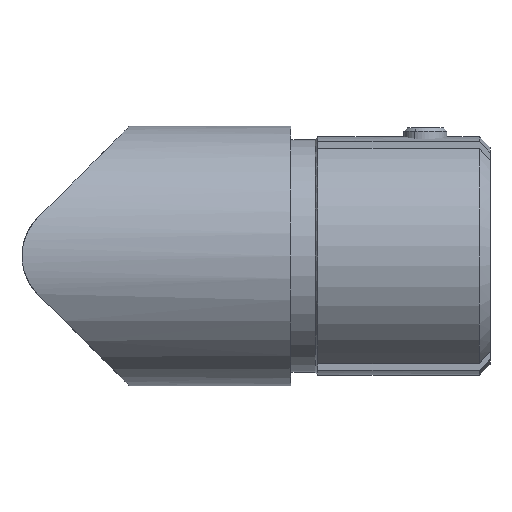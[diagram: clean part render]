
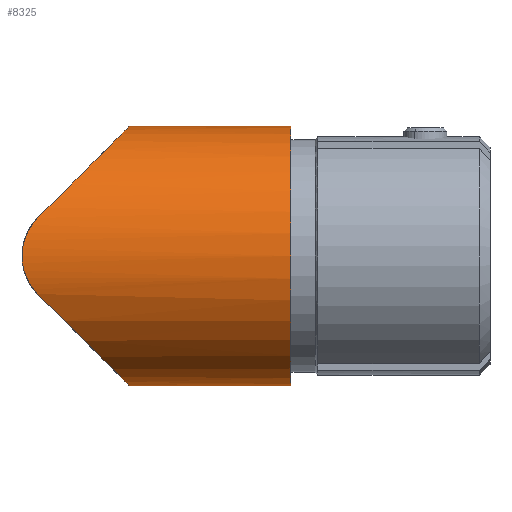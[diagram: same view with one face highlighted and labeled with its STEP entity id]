
A CAD part, left-side view. The second image highlights one B-rep face of the part: STEP entity #8325.
In plain terms, the highlighted cylindrical face has radius 24.15 mm (diameter 48.3 mm), a partial arc.
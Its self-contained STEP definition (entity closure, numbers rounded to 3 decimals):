
#454 = CARTESIAN_POINT ( 'NONE',  ( -24.095, 49.875, 1.657 ) ) ;
#491 = CARTESIAN_POINT ( 'NONE',  ( -24.116, 49.925, 1.328 ) ) ;
#593 = CARTESIAN_POINT ( 'NONE',  ( -24.044, 49.749, -2.286 ) ) ;
#598 = DIRECTION ( 'NONE',  ( 0., 0., 1. ) ) ;
#797 = CARTESIAN_POINT ( 'NONE',  ( -11.013, 30., 24.15 ) ) ;
#1144 = AXIS2_PLACEMENT_3D ( 'NONE', #4979, #2712, #598 ) ;
#1438 = CARTESIAN_POINT ( 'NONE',  ( 0., 54.15, 0. ) ) ;
#1516 = VECTOR ( 'NONE', #7707, 1000. ) ;
#1585 = CARTESIAN_POINT ( 'NONE',  ( -24.011, 49.667, -2.608 ) ) ;
#1639 = CARTESIAN_POINT ( 'NONE',  ( -23.371, 47.95, 6.111 ) ) ;
#1684 = CARTESIAN_POINT ( 'NONE',  ( -23.622, 48.658, 5.029 ) ) ;
#1841 = CARTESIAN_POINT ( 'NONE',  ( -19.867, 36.549, 17.601 ) ) ;
#2348 = LINE ( 'NONE', #12092, #1516 ) ;
#2430 = DIRECTION ( 'NONE',  ( 0., -1., 0. ) ) ;
#2467 = ORIENTED_EDGE ( 'NONE', *, *, #11432, .T. ) ;
#2524 = CIRCLE ( 'NONE', #1144, 24.15 ) ;
#2568 = VERTEX_POINT ( 'NONE', #5943 ) ;
#2619 = CARTESIAN_POINT ( 'NONE',  ( -24.15, 50.008, -0.653 ) ) ;
#2712 = DIRECTION ( 'NONE',  ( 0., 1., 0. ) ) ;
#2721 = EDGE_CURVE ( 'NONE', #3766, #5548, #2348, .T. ) ;
#2756 = CARTESIAN_POINT ( 'NONE',  ( -23.092, 47.079, 7.071 ) ) ;
#2815 = VECTOR ( 'NONE', #11663, 1000. ) ;
#3106 = ORIENTED_EDGE ( 'NONE', *, *, #9431, .T. ) ;
#3632 = CARTESIAN_POINT ( 'NONE',  ( -23.794, 49.114, -4.145 ) ) ;
#3712 = CARTESIAN_POINT ( 'NONE',  ( -23.792, 49.11, 4.155 ) ) ;
#3766 = VERTEX_POINT ( 'NONE', #8130 ) ;
#3770 = CARTESIAN_POINT ( 'NONE',  ( -24.016, 49.68, 2.624 ) ) ;
#3803 = CARTESIAN_POINT ( 'NONE',  ( -23.625, 48.664, -5.017 ) ) ;
#4091 = CARTESIAN_POINT ( 'NONE',  ( -11.013, 30., -24.15 ) ) ;
#4479 = CARTESIAN_POINT ( 'NONE',  ( -23.092, 47.079, 7.071 ) ) ;
#4871 = CARTESIAN_POINT ( 'NONE',  ( -23.092, 47.079, -7.071 ) ) ;
#4979 = CARTESIAN_POINT ( 'NONE',  ( 0., 0., 0. ) ) ;
#5311 = CARTESIAN_POINT ( 'NONE',  ( 0., 0., 24.15 ) ) ;
#5430 = EDGE_CURVE ( 'NONE', #2568, #8931, #11948, .T. ) ;
#5503 = EDGE_LOOP ( 'NONE', ( #13886, #8959, #9560, #8763, #2467, #3106 ) ) ;
#5548 = VERTEX_POINT ( 'NONE', #5311 ) ;
#5943 = CARTESIAN_POINT ( 'NONE',  ( -23.092, 47.079, -7.071 ) ) ;
#5977 = LINE ( 'NONE', #8473, #2815 ) ;
#6375 = EDGE_CURVE ( 'NONE', #3766, #13562, #12638, .T. ) ;
#6930 = CARTESIAN_POINT ( 'NONE',  ( -23.233, 47.54, 6.61 ) ) ;
#7021 = CARTESIAN_POINT ( 'NONE',  ( -24.123, 49.944, -1.309 ) ) ;
#7401 = CARTESIAN_POINT ( 'NONE',  ( 0., 30., -24.15 ) ) ;
#7471 = EDGE_CURVE ( 'NONE', #13562, #2568, #9077, .T. ) ;
#7707 = DIRECTION ( 'NONE',  ( 0., -1., 0. ) ) ;
#7901 = DIRECTION ( 'NONE',  ( 0., 0., -1. ) ) ;
#7960 = CARTESIAN_POINT ( 'NONE',  ( -23.934, 49.476, -3.235 ) ) ;
#8130 = CARTESIAN_POINT ( 'NONE',  ( 0., 30., 24.15 ) ) ;
#8149 = CARTESIAN_POINT ( 'NONE',  ( -23.371, 47.951, -6.109 ) ) ;
#8325 = ADVANCED_FACE ( 'NONE', ( #12431 ), #10753, .T. ) ;
#8422 = VERTEX_POINT ( 'NONE', #9058 ) ;
#8473 = CARTESIAN_POINT ( 'NONE',  ( 0., 54.15, -24.15 ) ) ;
#8763 = ORIENTED_EDGE ( 'NONE', *, *, #5430, .T. ) ;
#8931 = VERTEX_POINT ( 'NONE', #10174 ) ;
#8959 = ORIENTED_EDGE ( 'NONE', *, *, #6375, .T. ) ;
#9058 = CARTESIAN_POINT ( 'NONE',  ( 0., 0., -24.15 ) ) ;
#9069 = CARTESIAN_POINT ( 'NONE',  ( -23.233, 47.54, -6.61 ) ) ;
#9077 = B_SPLINE_CURVE_WITH_KNOTS ( 'NONE', 3,
 ( #2756, #6930, #1639, #10150, #1684, #13429, #3712, #9161, #3770, #454, #491, #9110, #12418, #2619, #7021, #593, #1585, #7960, #9208, #3632, #10241, #3803, #10196, #8149, #9069, #4871 ),
 .UNSPECIFIED., .F., .F.,
 ( 4, 2, 2, 2, 2, 2, 2, 2, 2, 2, 2, 2, 4 ),
 ( 0., 0.002, 0.003, 0.004, 0.006, 0.007, 0.008, 0.01, 0.011, 0.012, 0.013, 0.014, 0.016 ),
 .UNSPECIFIED. ) ;
#9110 = CARTESIAN_POINT ( 'NONE',  ( -24.143, 49.991, 0.666 ) ) ;
#9161 = CARTESIAN_POINT ( 'NONE',  ( -23.938, 49.488, 3.248 ) ) ;
#9208 = CARTESIAN_POINT ( 'NONE',  ( -23.891, 49.365, -3.543 ) ) ;
#9431 = EDGE_CURVE ( 'NONE', #8422, #5548, #2524, .T. ) ;
#9560 = ORIENTED_EDGE ( 'NONE', *, *, #7471, .T. ) ;
#10150 = CARTESIAN_POINT ( 'NONE',  ( -23.561, 48.49, 5.306 ) ) ;
#10174 = CARTESIAN_POINT ( 'NONE',  ( 0., 30., -24.15 ) ) ;
#10196 = CARTESIAN_POINT ( 'NONE',  ( -23.563, 48.495, -5.299 ) ) ;
#10241 = CARTESIAN_POINT ( 'NONE',  ( -23.74, 48.974, -4.44 ) ) ;
#10440 = CARTESIAN_POINT ( 'NONE',  ( -23.092, 47.079, 7.071 ) ) ;
#10537 = CARTESIAN_POINT ( 'NONE',  ( -19.867, 36.549, -17.601 ) ) ;
#10753 = CYLINDRICAL_SURFACE ( 'NONE', #11238, 24.15 ) ;
#11238 = AXIS2_PLACEMENT_3D ( 'NONE', #1438, #2430, #7901 ) ;
#11432 = EDGE_CURVE ( 'NONE', #8931, #8422, #5977, .T. ) ;
#11465 = CARTESIAN_POINT ( 'NONE',  ( 0., 30., 24.15 ) ) ;
#11663 = DIRECTION ( 'NONE',  ( 0., -1., 0. ) ) ;
#11948 =( BOUNDED_CURVE ( )  B_SPLINE_CURVE ( 3, ( #13825, #10537, #4091, #7401 ),
 .UNSPECIFIED., .F., .T. ) 
 B_SPLINE_CURVE_WITH_KNOTS ( ( 4, 4 ),
 ( 5.01, 6.283 ),
 .UNSPECIFIED. ) 
 CURVE ( )  GEOMETRIC_REPRESENTATION_ITEM ( )  RATIONAL_B_SPLINE_CURVE ( ( 1., 0.869, 0.869, 1. ) ) 
 REPRESENTATION_ITEM ( '' )  );
#12092 = CARTESIAN_POINT ( 'NONE',  ( 0., 54.15, 24.15 ) ) ;
#12418 = CARTESIAN_POINT ( 'NONE',  ( -24.15, 50.008, 0.335 ) ) ;
#12431 = FACE_OUTER_BOUND ( 'NONE', #5503, .T. ) ;
#12638 =( BOUNDED_CURVE ( )  B_SPLINE_CURVE ( 3, ( #11465, #797, #1841, #10440 ),
 .UNSPECIFIED., .F., .T. ) 
 B_SPLINE_CURVE_WITH_KNOTS ( ( 4, 4 ),
 ( 0., 1.274 ),
 .UNSPECIFIED. ) 
 CURVE ( )  GEOMETRIC_REPRESENTATION_ITEM ( )  RATIONAL_B_SPLINE_CURVE ( ( 1., 0.869, 0.869, 1. ) ) 
 REPRESENTATION_ITEM ( '' )  );
#13429 = CARTESIAN_POINT ( 'NONE',  ( -23.738, 48.968, 4.453 ) ) ;
#13562 = VERTEX_POINT ( 'NONE', #4479 ) ;
#13825 = CARTESIAN_POINT ( 'NONE',  ( -23.092, 47.079, -7.071 ) ) ;
#13886 = ORIENTED_EDGE ( 'NONE', *, *, #2721, .F. ) ;
